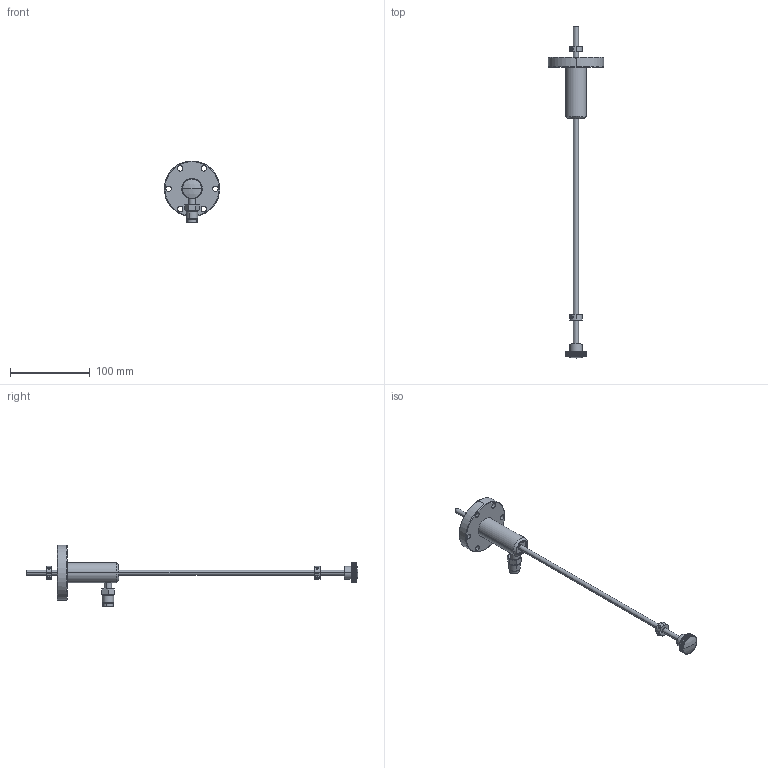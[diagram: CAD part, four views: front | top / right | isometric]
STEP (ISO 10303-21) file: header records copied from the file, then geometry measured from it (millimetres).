
FILE_DESCRIPTION (( 'STEP AP214' ), '1' );
FILE_NAME ('SN100782-01, BPRL-275 ASSEMBLY AP214.STEP', '2020-12-07T21:14:33', ( '' ), ( '' ), 'SwSTEP 2.0', 'SolidWorks 2010', '' );
FILE_SCHEMA (( 'AUTOMOTIVE_DESIGN' ));
Length unit declared in the file: inch
Products named in the file (1): SN100782-01, BPRL-275 ASSEMBLY AP214
Bounding box: 69.34 x 415.8 x 77.47 mm (x, y, z)
Surface area: 32718.5 mm2 (no closed solid volume)
Topology: 0 solids, 23 shells, 277 faces, 1332 edges, 1007 vertices
Faces by surface type: cylinder 136, plane 91, cone 40, torus 8, sphere 2
Entity records: 17344 total; most frequent: CARTESIAN_POINT 3133, DIRECTION 2270, ORIENTED_EDGE 1856, EDGE_CURVE 1328, VERTEX_POINT 1007, LINE 850, VECTOR 850, AXIS2_PLACEMENT_3D 710
